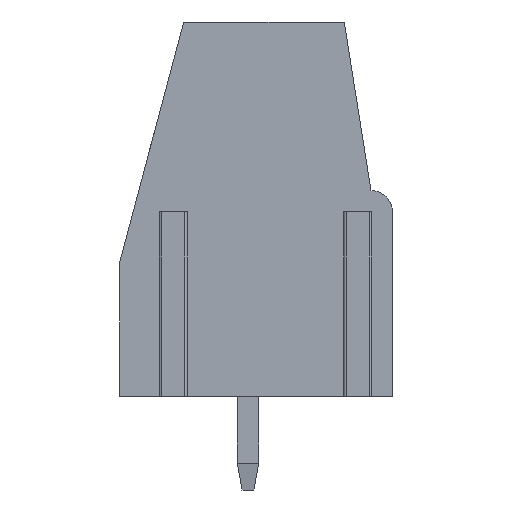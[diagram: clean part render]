
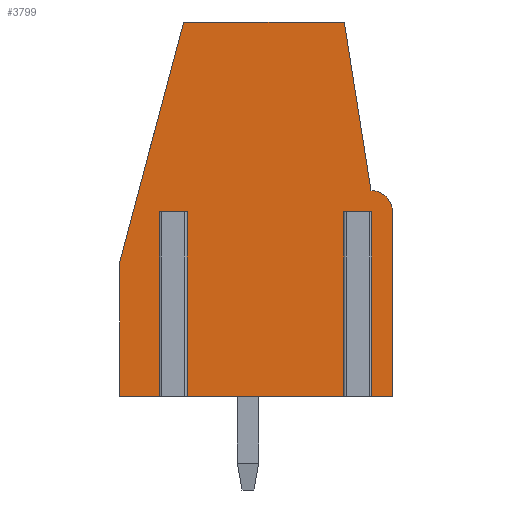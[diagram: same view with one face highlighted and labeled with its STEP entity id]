
A CAD part, front view. The second image highlights one B-rep face of the part: STEP entity #3799.
In plain terms, the highlighted planar face has unit normal (0, -1, 0).
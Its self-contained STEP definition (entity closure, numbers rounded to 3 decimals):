
#105=PLANE('',#4017);
#250=LINE('',#5097,#561);
#305=LINE('',#5219,#616);
#307=LINE('',#5223,#618);
#311=LINE('',#5235,#622);
#312=LINE('',#5237,#623);
#316=LINE('',#5249,#627);
#319=LINE('',#5256,#630);
#320=LINE('',#5257,#631);
#321=LINE('',#5258,#632);
#346=LINE('',#5314,#657);
#348=LINE('',#5318,#659);
#359=LINE('',#5338,#670);
#362=LINE('',#5348,#673);
#366=LINE('',#5358,#677);
#561=VECTOR('',#4352,1000.);
#616=VECTOR('',#4469,1000.);
#618=VECTOR('',#4473,1000.);
#622=VECTOR('',#4485,1000.);
#623=VECTOR('',#4488,1000.);
#627=VECTOR('',#4500,1000.);
#630=VECTOR('',#4505,1000.);
#631=VECTOR('',#4506,1000.);
#632=VECTOR('',#4507,1000.);
#657=VECTOR('',#4542,1000.);
#659=VECTOR('',#4546,1000.);
#670=VECTOR('',#4559,1000.);
#673=VECTOR('',#4568,1000.);
#677=VECTOR('',#4580,1000.);
#1236=ORIENTED_EDGE('',*,*,#1691,.F.);
#1237=ORIENTED_EDGE('',*,*,#1689,.T.);
#1238=ORIENTED_EDGE('',*,*,#1707,.T.);
#1239=ORIENTED_EDGE('',*,*,#1762,.T.);
#1240=ORIENTED_EDGE('',*,*,#1759,.T.);
#1241=ORIENTED_EDGE('',*,*,#1756,.T.);
#1242=ORIENTED_EDGE('',*,*,#1751,.T.);
#1243=ORIENTED_EDGE('',*,*,#1740,.T.);
#1244=ORIENTED_EDGE('',*,*,#1738,.T.);
#1245=ORIENTED_EDGE('',*,*,#1709,.T.);
#1246=ORIENTED_EDGE('',*,*,#1704,.F.);
#1247=ORIENTED_EDGE('',*,*,#1698,.F.);
#1248=ORIENTED_EDGE('',*,*,#1630,.T.);
#1249=ORIENTED_EDGE('',*,*,#1708,.T.);
#1250=ORIENTED_EDGE('',*,*,#1697,.F.);
#1630=EDGE_CURVE('',#1964,#1963,#250,.T.);
#1689=EDGE_CURVE('',#2000,#1999,#305,.T.);
#1691=EDGE_CURVE('',#2000,#2001,#307,.T.);
#1697=EDGE_CURVE('',#2001,#2004,#311,.T.);
#1698=EDGE_CURVE('',#1964,#2005,#312,.T.);
#1704=EDGE_CURVE('',#2005,#2008,#316,.T.);
#1707=EDGE_CURVE('',#1999,#2011,#319,.T.);
#1708=EDGE_CURVE('',#1963,#2004,#320,.T.);
#1709=EDGE_CURVE('',#2012,#2008,#321,.T.);
#1738=EDGE_CURVE('',#2038,#2012,#346,.T.);
#1740=EDGE_CURVE('',#2039,#2038,#348,.T.);
#1751=EDGE_CURVE('',#2045,#2039,#359,.T.);
#1756=EDGE_CURVE('',#2049,#2045,#362,.T.);
#1759=EDGE_CURVE('',#2051,#2049,#2162,.T.);
#1762=EDGE_CURVE('',#2011,#2051,#366,.T.);
#1963=VERTEX_POINT('',#5096);
#1964=VERTEX_POINT('',#5098);
#1999=VERTEX_POINT('',#5218);
#2000=VERTEX_POINT('',#5220);
#2001=VERTEX_POINT('',#5224);
#2004=VERTEX_POINT('',#5234);
#2005=VERTEX_POINT('',#5238);
#2008=VERTEX_POINT('',#5248);
#2011=VERTEX_POINT('',#5255);
#2012=VERTEX_POINT('',#5259);
#2038=VERTEX_POINT('',#5315);
#2039=VERTEX_POINT('',#5319);
#2045=VERTEX_POINT('',#5335);
#2049=VERTEX_POINT('',#5345);
#2051=VERTEX_POINT('',#5351);
#2162=CIRCLE('',#4015,0.8);
#2291=EDGE_LOOP('',(#1236,#1237,#1238,#1239,#1240,#1241,#1242,#1243,#1244,
#1245,#1246,#1247,#1248,#1249,#1250));
#2480=FACE_BOUND('',#2291,.T.);
#3799=ADVANCED_FACE('',(#2480),#105,.T.);
#4015=AXIS2_PLACEMENT_3D('',#5354,#4574,#4575);
#4017=AXIS2_PLACEMENT_3D('',#5375,#4589,#4590);
#4352=DIRECTION('',(0.,0.,-1.));
#4469=DIRECTION('',(0.,0.,-1.));
#4473=DIRECTION('',(-1.,0.,0.));
#4485=DIRECTION('',(0.,0.,-1.));
#4488=DIRECTION('',(-1.,0.,0.));
#4500=DIRECTION('',(0.,0.,-1.));
#4505=DIRECTION('',(1.,0.,0.));
#4506=DIRECTION('',(1.,0.,0.));
#4507=DIRECTION('',(1.,0.,0.));
#4542=DIRECTION('',(0.,0.,-1.));
#4546=DIRECTION('',(-0.257,0.,-0.966));
#4559=DIRECTION('',(-1.,0.,0.));
#4568=DIRECTION('',(-0.156,0.,0.988));
#4574=DIRECTION('',(0.,-1.,0.));
#4575=DIRECTION('',(-1.,0.,0.));
#4580=DIRECTION('',(0.,0.,1.));
#4589=DIRECTION('',(0.,-1.,0.));
#4590=DIRECTION('',(0.,0.,-1.));
#5096=CARTESIAN_POINT('',(-7.92,-2.5,0.));
#5097=CARTESIAN_POINT('',(-7.92,-2.5,6.9));
#5098=CARTESIAN_POINT('',(-7.92,-2.5,6.9));
#5218=CARTESIAN_POINT('',(-1.02,-2.5,0.));
#5219=CARTESIAN_POINT('',(-1.02,-2.5,6.9));
#5220=CARTESIAN_POINT('',(-1.02,-2.5,6.9));
#5223=CARTESIAN_POINT('',(-1.02,-2.5,6.9));
#5224=CARTESIAN_POINT('',(-1.58,-2.5,6.9));
#5234=CARTESIAN_POINT('',(-1.58,-2.5,0.));
#5235=CARTESIAN_POINT('',(-1.58,-2.5,6.9));
#5237=CARTESIAN_POINT('',(-7.92,-2.5,6.9));
#5238=CARTESIAN_POINT('',(-8.48,-2.5,6.9));
#5248=CARTESIAN_POINT('',(-8.48,-2.5,0.));
#5249=CARTESIAN_POINT('',(-8.48,-2.5,6.9));
#5255=CARTESIAN_POINT('',(0.,-2.5,0.));
#5256=CARTESIAN_POINT('',(-10.2,-2.5,0.));
#5257=CARTESIAN_POINT('',(-10.2,-2.5,0.));
#5258=CARTESIAN_POINT('',(-10.2,-2.5,0.));
#5259=CARTESIAN_POINT('',(-10.2,-2.5,0.));
#5314=CARTESIAN_POINT('',(-10.2,-2.5,5.));
#5315=CARTESIAN_POINT('',(-10.2,-2.5,5.));
#5318=CARTESIAN_POINT('',(-10.2,-2.5,5.));
#5319=CARTESIAN_POINT('',(-7.805,-2.5,14.));
#5335=CARTESIAN_POINT('',(-1.798,-2.5,14.));
#5338=CARTESIAN_POINT('',(-7.805,-2.5,14.));
#5345=CARTESIAN_POINT('',(-0.8,-2.5,7.7));
#5348=CARTESIAN_POINT('',(-1.798,-2.5,14.));
#5351=CARTESIAN_POINT('',(0.,-2.5,6.9));
#5354=CARTESIAN_POINT('',(-0.8,-2.5,6.9));
#5358=CARTESIAN_POINT('',(0.,-2.5,6.9));
#5375=CARTESIAN_POINT('',(-0.8,-2.5,6.9));
